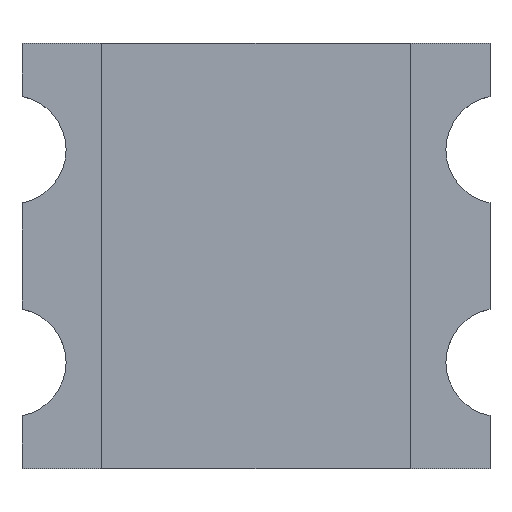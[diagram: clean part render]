
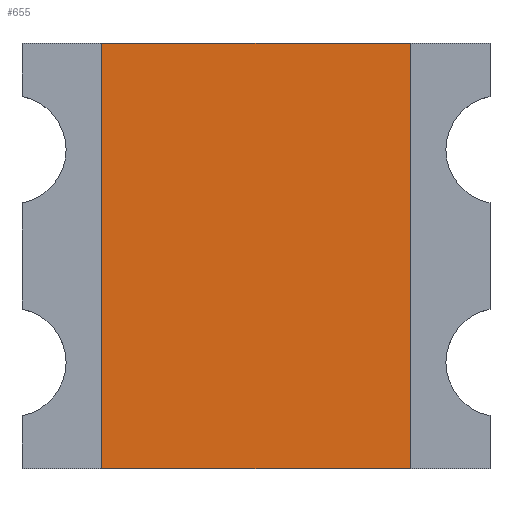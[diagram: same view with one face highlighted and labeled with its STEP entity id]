
A CAD part, top view. The second image highlights one B-rep face of the part: STEP entity #655.
In plain terms, the highlighted planar face has unit normal (0, 0, 1).
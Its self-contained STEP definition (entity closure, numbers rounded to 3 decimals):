
#44=PLANE('',#714);
#70=FACE_OUTER_BOUND('',#96,.T.);
#96=EDGE_LOOP('',(#622,#623,#624,#625));
#185=LINE('',#1078,#262);
#188=LINE('',#1084,#265);
#189=LINE('',#1086,#266);
#190=LINE('',#1088,#267);
#262=VECTOR('',#869,1000.);
#265=VECTOR('',#874,1000.);
#266=VECTOR('',#877,1000.);
#267=VECTOR('',#880,1000.);
#337=VERTEX_POINT('',#1074);
#338=VERTEX_POINT('',#1076);
#339=VERTEX_POINT('',#1080);
#340=VERTEX_POINT('',#1082);
#430=EDGE_CURVE('',#337,#338,#185,.T.);
#433=EDGE_CURVE('',#339,#340,#188,.T.);
#434=EDGE_CURVE('',#338,#339,#189,.T.);
#435=EDGE_CURVE('',#340,#337,#190,.T.);
#622=ORIENTED_EDGE('',*,*,#430,.T.);
#623=ORIENTED_EDGE('',*,*,#434,.T.);
#624=ORIENTED_EDGE('',*,*,#433,.T.);
#625=ORIENTED_EDGE('',*,*,#435,.T.);
#655=ADVANCED_FACE('',(#70),#44,.T.);
#714=AXIS2_PLACEMENT_3D('',#1089,#881,#882);
#869=DIRECTION('',(1.,0.,0.));
#874=DIRECTION('',(-1.,0.,0.));
#877=DIRECTION('',(0.,1.,0.));
#880=DIRECTION('',(0.,-1.,0.));
#881=DIRECTION('center_axis',(0.,0.,1.));
#882=DIRECTION('ref_axis',(1.,0.,0.));
#1074=CARTESIAN_POINT('',(-0.725,-1.,0.84));
#1076=CARTESIAN_POINT('',(0.725,-1.,0.84));
#1078=CARTESIAN_POINT('',(-0.725,-1.,0.84));
#1080=CARTESIAN_POINT('',(0.725,1.,0.84));
#1082=CARTESIAN_POINT('',(-0.725,1.,0.84));
#1084=CARTESIAN_POINT('',(0.725,1.,0.84));
#1086=CARTESIAN_POINT('',(0.725,-1.,0.84));
#1088=CARTESIAN_POINT('',(-0.725,1.,0.84));
#1089=CARTESIAN_POINT('Origin',(0.,0.,0.84));
